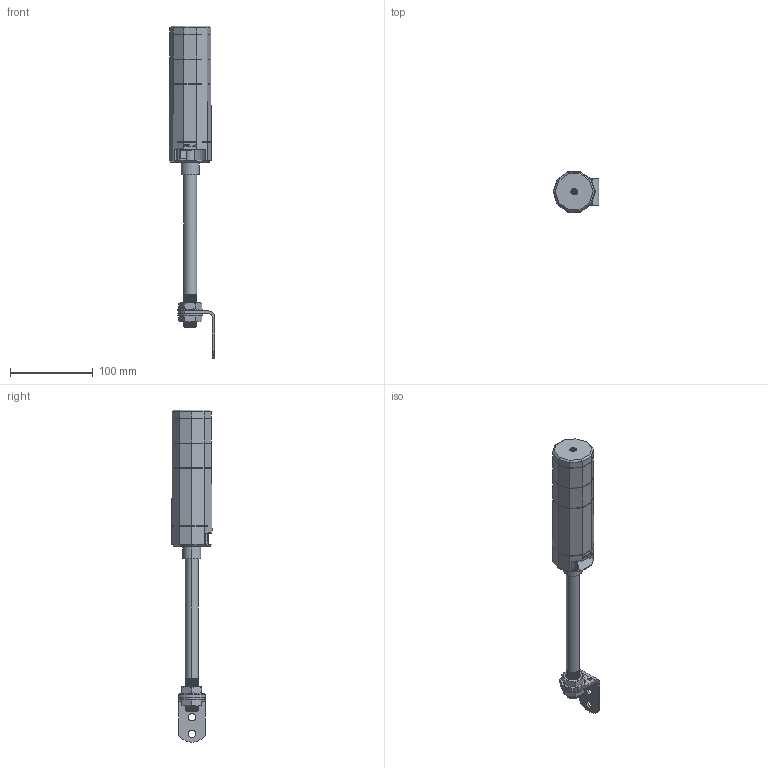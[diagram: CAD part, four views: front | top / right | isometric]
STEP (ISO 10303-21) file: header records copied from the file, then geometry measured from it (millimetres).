
FILE_DESCRIPTION((''),'2;1');
FILE_NAME('NLA50DC-2B2DZ SERIES.stp','2023-12-26T13:24:58',(''),(''),'Mechanical Desktop 2011','Mechanical Desktop 2011',', , ');
FILE_SCHEMA(('CONFIG_CONTROL_DESIGN'));
Length unit declared in the file: millimetre
Products named in the file (1): Product
Bounding box: 55.61 x 49.01 x 401.93 mm (x, y, z)
Volume: 332116.1 mm3; surface area: 79617.7 mm2
Topology: 20 solids, 20 shells, 482 faces, 1231 edges, 804 vertices
Faces by surface type: plane 290, cylinder 133, cone 26, bspline 21, torus 6, sphere 6
Entity records: 20617 total; most frequent: CARTESIAN_POINT 8966, ORIENTED_EDGE 2462, DIRECTION 2293, EDGE_CURVE 1231, VERTEX_POINT 804, AXIS2_PLACEMENT_3D 773, VECTOR 747, LINE 747
